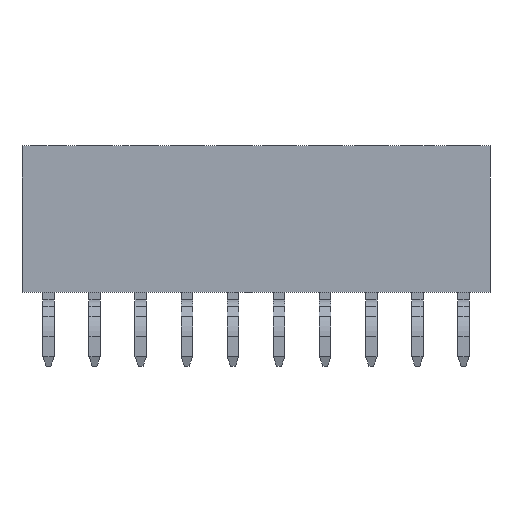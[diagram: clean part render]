
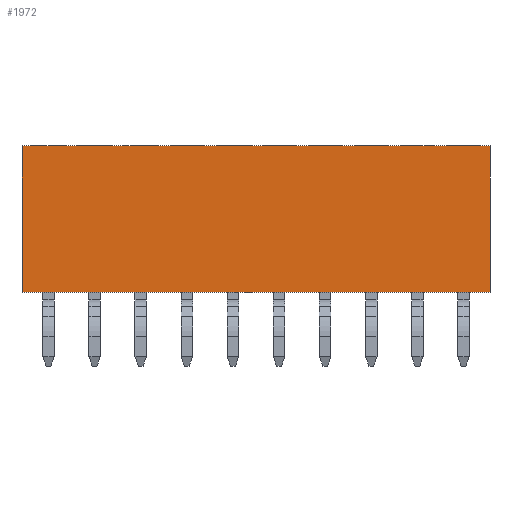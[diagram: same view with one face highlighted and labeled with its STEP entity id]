
A CAD part, front view. The second image highlights one B-rep face of the part: STEP entity #1972.
In plain terms, the highlighted planar face has unit normal (0, -1, 0).
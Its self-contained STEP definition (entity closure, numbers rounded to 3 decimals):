
#310=ORIENTED_EDGE('',*,*,#636,.F.);
#311=ORIENTED_EDGE('',*,*,#783,.F.);
#312=ORIENTED_EDGE('',*,*,#795,.T.);
#313=ORIENTED_EDGE('',*,*,#789,.T.);
#636=EDGE_CURVE('',#904,#905,#1068,.T.);
#783=EDGE_CURVE('',#1011,#904,#1215,.T.);
#789=EDGE_CURVE('',#1016,#905,#1221,.T.);
#795=EDGE_CURVE('',#1011,#1016,#1227,.T.);
#904=VERTEX_POINT('',#2750);
#905=VERTEX_POINT('',#2752);
#1011=VERTEX_POINT('',#3045);
#1016=VERTEX_POINT('',#3058);
#1068=LINE('',#2751,#1328);
#1215=LINE('',#3046,#1475);
#1221=LINE('',#3057,#1481);
#1227=LINE('',#3067,#1487);
#1328=VECTOR('',#2214,1000.);
#1475=VECTOR('',#2443,1000.);
#1481=VECTOR('',#2451,1000.);
#1487=VECTOR('',#2461,1000.);
#1622=EDGE_LOOP('',(#310,#311,#312,#313));
#1750=FACE_BOUND('',#1622,.T.);
#1868=PLANE('',#2107);
#1972=ADVANCED_FACE('',(#1750),#1868,.T.);
#2107=AXIS2_PLACEMENT_3D('',#3069,#2464,#2465);
#2214=DIRECTION('',(1.,0.,0.));
#2443=DIRECTION('',(0.,0.,1.));
#2451=DIRECTION('',(0.,0.,1.));
#2461=DIRECTION('',(1.,0.,0.));
#2464=DIRECTION('',(0.,-1.,0.));
#2465=DIRECTION('',(0.,0.,-1.));
#2750=CARTESIAN_POINT('',(0.,0.,0.));
#2751=CARTESIAN_POINT('',(0.,0.,0.));
#2752=CARTESIAN_POINT('',(20.3,0.,0.));
#3045=CARTESIAN_POINT('',(0.,0.,-6.35));
#3046=CARTESIAN_POINT('',(0.,0.,-6.35));
#3057=CARTESIAN_POINT('',(20.3,0.,-6.35));
#3058=CARTESIAN_POINT('',(20.3,0.,-6.35));
#3067=CARTESIAN_POINT('',(0.,0.,-6.35));
#3069=CARTESIAN_POINT('',(0.,0.,-6.35));
